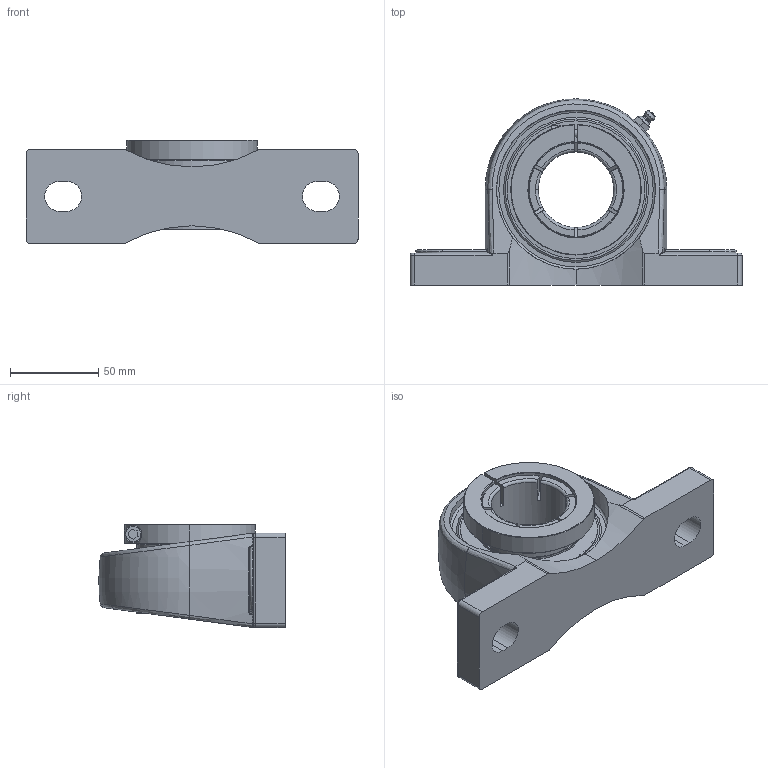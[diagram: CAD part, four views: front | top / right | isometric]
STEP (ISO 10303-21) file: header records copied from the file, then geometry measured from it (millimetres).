
FILE_DESCRIPTION(('HOOPS Exchange Step'),'2;1');
FILE_NAME('export-61DA5E5B-8F2D-402A-B387-37E0F8791470.stp','2019-12-13T14:41:45-08:00',('ibuslach'),('Alibre'),'HOOPS Exchange 2019.2','Alibre','Unknown authorisation');
FILE_SCHEMA( ('AP242_MANAGED_MODEL_BASED_3D_ENGINEERING_MIM_LF {1 0 10303 442 1 1 4 }') );
Length unit declared in the file: centimetre
Products named in the file (8): UCP ZERK 6mm; MRN SP 209; SUE 209 LOCK RING; SUE 209 SHIELD; SUE 207 BOLT; SUE 209-27 RACES; MRN SUE 209-27; MRN SUEP 209-27
Assembly tree (8 placements, depth 3):
  MRN SUEP 209-27
    UCP ZERK 6mm
    MRN SP 209
    MRN SUE 209-27
      SUE 209 LOCK RING
      SUE 209 SHIELD  x2
      SUE 207 BOLT
      SUE 209-27 RACES
Bounding box: 188 x 105.49 x 58.45 mm (x, y, z)
Volume: 335898.8 mm3; surface area: 98603.9 mm2
Topology: 8 solids, 8 shells, 284 faces, 772 edges, 499 vertices
Faces by surface type: cylinder 87, plane 86, cone 40, torus 40, bspline 22, sphere 9
Full cylindrical faces by diameter (mm): 1.976 x2, 4.134 x1, 4.137 x1, 5.8 x1, 6 x2, 8.5 x1, 42.862 x1, 60 x4, 61.016 x2, 76 x2, 78 x2, 90 x2
Entity records: 19278 total; most frequent: CARTESIAN_POINT 12137, ORIENTED_EDGE 1488, DIRECTION 1473, EDGE_CURVE 744, AXIS2_PLACEMENT_3D 603, VERTEX_POINT 485, CIRCLE 304, EDGE_LOOP 303
